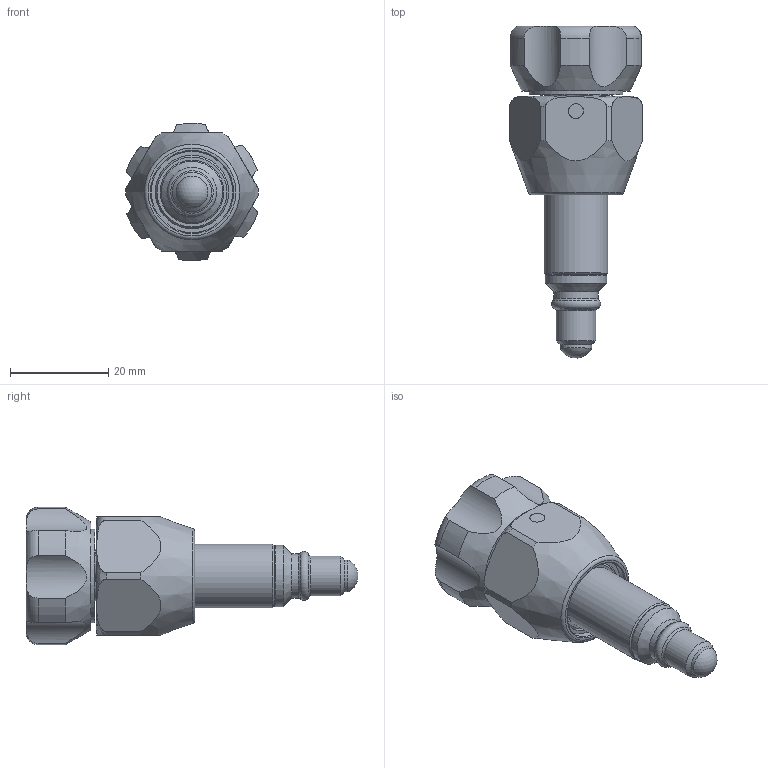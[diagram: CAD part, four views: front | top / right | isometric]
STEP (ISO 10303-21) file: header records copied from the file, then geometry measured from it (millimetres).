
FILE_DESCRIPTION((''),'2;1');
FILE_NAME('400041-E.stp','2008-08-04T15:09:44',('mbm'),(''),'Autodesk Inventor 2008','Autodesk Inventor 2008','');
FILE_SCHEMA(('AUTOMOTIVE_DESIGN { 1 0 10303 214 1 1 1 1 }'));
Length unit declared in the file: millimetre
Products named in the file (1): Part788
Bounding box: 26.97 x 67.49 x 27.96 mm (x, y, z)
Volume: 18342.1 mm3; surface area: 7015.8 mm2
Topology: 1 solids, 2 shells, 93 faces, 210 edges, 136 vertices
Faces by surface type: cylinder 41, plane 23, torus 11, cone 9, bspline 8, sphere 1
Full cylindrical faces by diameter (mm): 3 x1, 3.05 x1, 6.1 x1, 6.5 x1, 8 x1, 9 x1, 10.948 x1, 11.5 x1, 11.55 x1, 12.5 x1, 13 x1, 14.92 x1, 15 x1, 16 x1, 16.5 x1, 19 x1
Entity records: 4735 total; most frequent: CARTESIAN_POINT 2792, DIRECTION 364, ORIENTED_EDGE 328, AXIS2_PLACEMENT_3D 168, EDGE_CURVE 164, EDGE_LOOP 143, VERTEX_POINT 123, FACE_OUTER_BOUND 93
